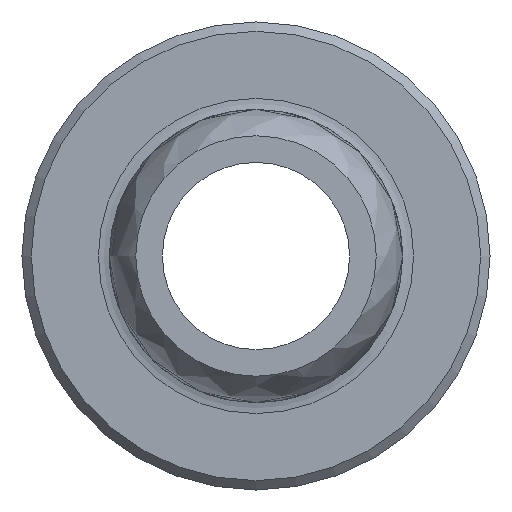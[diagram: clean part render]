
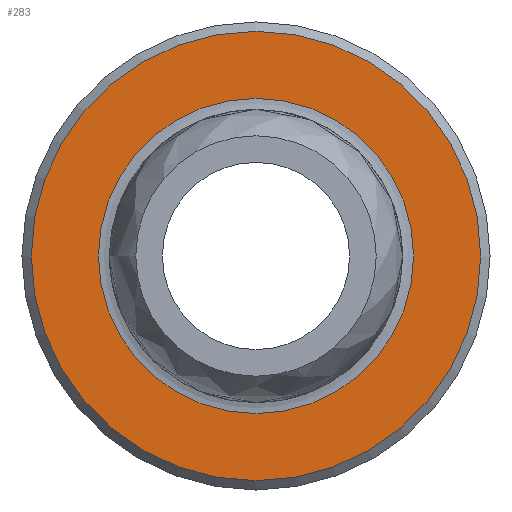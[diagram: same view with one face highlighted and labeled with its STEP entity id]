
A CAD part, left-side view. The second image highlights one B-rep face of the part: STEP entity #283.
In plain terms, the highlighted planar face has unit normal (-1, 0, 0).
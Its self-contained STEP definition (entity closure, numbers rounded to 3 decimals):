
#249=CARTESIAN_POINT('',(25.0,7.2,0.));
#250=VERTEX_POINT('',#249);
#251=CARTESIAN_POINT('',(25.0,0.0,0.0));
#252=DIRECTION('',(1.0,0.0,0.0));
#253=DIRECTION('',(0.0,-1.0,0.0));
#254=AXIS2_PLACEMENT_3D('',#251,#252,#253);
#255=CIRCLE('',#254,7.2);
#256=EDGE_CURVE('',#250,#250,#255,.T.);
#264=CARTESIAN_POINT('',(25.0,5.775,0.0));
#265=DIRECTION('',(-1.0,0.0,0.0));
#266=DIRECTION('',(0.0,0.0,1.0));
#267=AXIS2_PLACEMENT_3D('',#264,#265,#266);
#268=PLANE('',#267);
#269=ORIENTED_EDGE('',*,*,#256,.F.);
#270=EDGE_LOOP('',(#269));
#271=FACE_OUTER_BOUND('',#270,.T.);
#272=CARTESIAN_POINT('',(25.0,5.05,0.));
#273=VERTEX_POINT('',#272);
#274=CARTESIAN_POINT('',(25.0,0.0,0.0));
#275=DIRECTION('',(-1.0,0.0,0.0));
#276=DIRECTION('',(0.0,-1.0,0.0));
#277=AXIS2_PLACEMENT_3D('',#274,#275,#276);
#278=CIRCLE('',#277,5.05);
#279=EDGE_CURVE('',#273,#273,#278,.T.);
#280=ORIENTED_EDGE('',*,*,#279,.F.);
#281=EDGE_LOOP('',(#280));
#282=FACE_BOUND('',#281,.T.);
#283=ADVANCED_FACE('',(#271,#282),#268,.T.);
